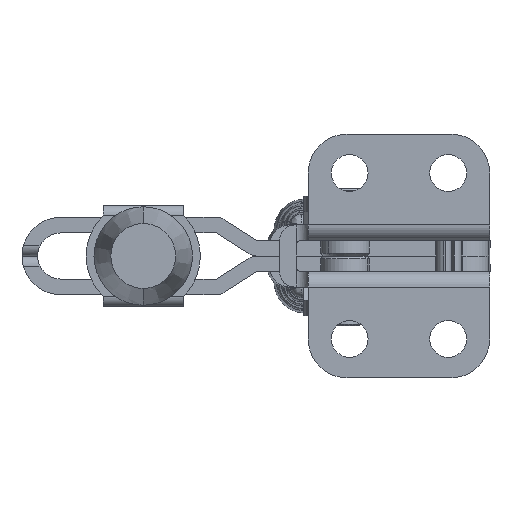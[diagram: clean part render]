
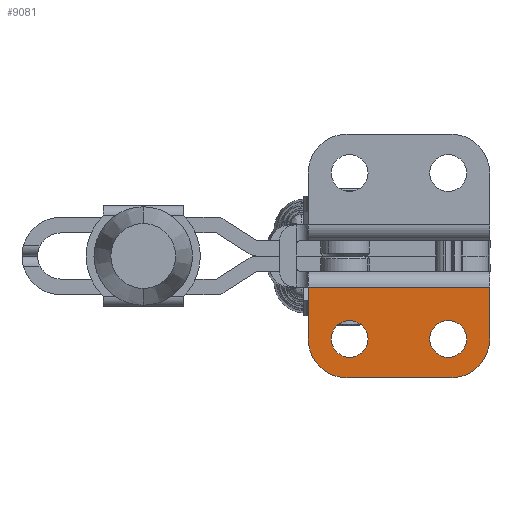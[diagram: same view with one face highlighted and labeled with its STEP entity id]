
A CAD part, front view. The second image highlights one B-rep face of the part: STEP entity #9081.
In plain terms, the highlighted face is planar.
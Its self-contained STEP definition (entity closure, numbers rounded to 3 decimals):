
#29 = VECTOR ( 'NONE', #19904, 1000. ) ;
#130 = DIRECTION ( 'NONE',  ( -1., 0., 0. ) ) ;
#636 = DIRECTION ( 'NONE',  ( -1., 0., 0. ) ) ;
#680 = AXIS2_PLACEMENT_3D ( 'NONE', #28448, #9820, #31561 ) ;
#851 = EDGE_CURVE ( 'NONE', #17695, #5301, #3390, .T. ) ;
#952 = LINE ( 'NONE', #12961, #29 ) ;
#1680 = DIRECTION ( 'NONE',  ( 1., 0., 0. ) ) ;
#1686 = DIRECTION ( 'NONE',  ( 0., 0., 1. ) ) ;
#1811 = CARTESIAN_POINT ( 'NONE',  ( -37.5, -3., 0. ) ) ;
#2011 = EDGE_CURVE ( 'NONE', #34863, #25274, #952, .T. ) ;
#2415 = CARTESIAN_POINT ( 'NONE',  ( -7.5, 23.5, 0. ) ) ;
#2594 = ORIENTED_EDGE ( 'NONE', *, *, #851, .F. ) ;
#2626 = VERTEX_POINT ( 'NONE', #16845 ) ;
#2987 = VERTEX_POINT ( 'NONE', #14970 ) ;
#3135 = PLANE ( 'NONE',  #12264 ) ;
#3390 = CIRCLE ( 'NONE', #37689, 3.55 ) ;
#3519 = FACE_BOUND ( 'NONE', #15668, .T. ) ;
#4389 = CARTESIAN_POINT ( 'NONE',  ( -35., 6., 0. ) ) ;
#4397 = DIRECTION ( 'NONE',  ( 0., 1., 0. ) ) ;
#5301 = VERTEX_POINT ( 'NONE', #7968 ) ;
#5902 = CARTESIAN_POINT ( 'NONE',  ( -8., 16., 0. ) ) ;
#6795 = EDGE_CURVE ( 'NONE', #2626, #8936, #32254, .T. ) ;
#7417 = VECTOR ( 'NONE', #4397, 1000. ) ;
#7621 = AXIS2_PLACEMENT_3D ( 'NONE', #37176, #18616, #130 ) ;
#7968 = CARTESIAN_POINT ( 'NONE',  ( -4.45, 16., 0. ) ) ;
#8021 = DIRECTION ( 'NONE',  ( -1., 0., 0. ) ) ;
#8854 = DIRECTION ( 'NONE',  ( 0., 0., -1. ) ) ;
#8936 = VERTEX_POINT ( 'NONE', #15058 ) ;
#9024 = DIRECTION ( 'NONE',  ( -1., 0., 0. ) ) ;
#9081 = ADVANCED_FACE ( 'NONE', ( #35500, #3519, #13685 ), #3135, .F. ) ;
#9789 = EDGE_CURVE ( 'NONE', #28798, #8936, #24476, .T. ) ;
#9820 = DIRECTION ( 'NONE',  ( 0., 0., -1. ) ) ;
#10322 = CARTESIAN_POINT ( 'NONE',  ( -35., 16., 0. ) ) ;
#11728 = DIRECTION ( 'NONE',  ( 1., 0., 0. ) ) ;
#11781 = ORIENTED_EDGE ( 'NONE', *, *, #15847, .F. ) ;
#12264 = AXIS2_PLACEMENT_3D ( 'NONE', #1811, #1686, #1680 ) ;
#12961 = CARTESIAN_POINT ( 'NONE',  ( -35., 6., 0. ) ) ;
#13545 = AXIS2_PLACEMENT_3D ( 'NONE', #37690, #19118, #636 ) ;
#13685 = FACE_BOUND ( 'NONE', #22191, .T. ) ;
#13827 = VECTOR ( 'NONE', #17855, 1000. ) ;
#14189 = CARTESIAN_POINT ( 'NONE',  ( -7.5, 23.5, 0. ) ) ;
#14660 = ORIENTED_EDGE ( 'NONE', *, *, #29619, .F. ) ;
#14715 = CARTESIAN_POINT ( 'NONE',  ( -37.5, 6., 0. ) ) ;
#14970 = CARTESIAN_POINT ( 'NONE',  ( -27.5, 23.5, 0. ) ) ;
#15058 = CARTESIAN_POINT ( 'NONE',  ( 0., 16., 0. ) ) ;
#15109 = VERTEX_POINT ( 'NONE', #37168 ) ;
#15630 = CIRCLE ( 'NONE', #16034, 3.55 ) ;
#15631 = ORIENTED_EDGE ( 'NONE', *, *, #9789, .T. ) ;
#15667 = CIRCLE ( 'NONE', #7621, 3.55 ) ;
#15668 = EDGE_LOOP ( 'NONE', ( #14660, #11781 ) ) ;
#15688 = LINE ( 'NONE', #2415, #22963 ) ;
#15777 = ORIENTED_EDGE ( 'NONE', *, *, #31530, .T. ) ;
#15847 = EDGE_CURVE ( 'NONE', #15109, #38061, #15667, .T. ) ;
#16034 = AXIS2_PLACEMENT_3D ( 'NONE', #5902, #27677, #9024 ) ;
#16733 = ORIENTED_EDGE ( 'NONE', *, *, #26679, .T. ) ;
#16845 = CARTESIAN_POINT ( 'NONE',  ( 0., 6., 0. ) ) ;
#16922 = EDGE_CURVE ( 'NONE', #5301, #17695, #15630, .T. ) ;
#17695 = VERTEX_POINT ( 'NONE', #22267 ) ;
#17855 = DIRECTION ( 'NONE',  ( -1., 0., 0. ) ) ;
#18616 = DIRECTION ( 'NONE',  ( 0., 0., -1. ) ) ;
#19118 = DIRECTION ( 'NONE',  ( 0., 0., -1. ) ) ;
#19146 = DIRECTION ( 'NONE',  ( 0., 0., -1. ) ) ;
#19904 = DIRECTION ( 'NONE',  ( 0., -1., 0. ) ) ;
#19998 = ORIENTED_EDGE ( 'NONE', *, *, #16922, .F. ) ;
#20960 = CARTESIAN_POINT ( 'NONE',  ( -30.55, 16., 0. ) ) ;
#21592 = CARTESIAN_POINT ( 'NONE',  ( -8., 16., 0. ) ) ;
#22191 = EDGE_LOOP ( 'NONE', ( #2594, #19998 ) ) ;
#22267 = CARTESIAN_POINT ( 'NONE',  ( -11.55, 16., 0. ) ) ;
#22963 = VECTOR ( 'NONE', #11728, 1000. ) ;
#24476 = CIRCLE ( 'NONE', #13545, 7.5 ) ;
#25274 = VERTEX_POINT ( 'NONE', #4389 ) ;
#26679 = EDGE_CURVE ( 'NONE', #34863, #2987, #34343, .T. ) ;
#27514 = CARTESIAN_POINT ( 'NONE',  ( -27., 16., 0. ) ) ;
#27677 = DIRECTION ( 'NONE',  ( 0., 0., -1. ) ) ;
#27976 = CIRCLE ( 'NONE', #28170, 3.55 ) ;
#28170 = AXIS2_PLACEMENT_3D ( 'NONE', #27514, #8854, #30625 ) ;
#28448 = CARTESIAN_POINT ( 'NONE',  ( -27.5, 16., 0. ) ) ;
#28748 = EDGE_LOOP ( 'NONE', ( #31346, #15777, #32309, #16733, #31195, #15631 ) ) ;
#28798 = VERTEX_POINT ( 'NONE', #14189 ) ;
#29619 = EDGE_CURVE ( 'NONE', #38061, #15109, #27976, .T. ) ;
#30625 = DIRECTION ( 'NONE',  ( -1., 0., 0. ) ) ;
#31195 = ORIENTED_EDGE ( 'NONE', *, *, #34453, .T. ) ;
#31346 = ORIENTED_EDGE ( 'NONE', *, *, #6795, .F. ) ;
#31530 = EDGE_CURVE ( 'NONE', #2626, #25274, #39580, .T. ) ;
#31561 = DIRECTION ( 'NONE',  ( -1., 0., 0. ) ) ;
#32254 = LINE ( 'NONE', #36797, #7417 ) ;
#32309 = ORIENTED_EDGE ( 'NONE', *, *, #2011, .F. ) ;
#34343 = CIRCLE ( 'NONE', #680, 7.5 ) ;
#34453 = EDGE_CURVE ( 'NONE', #2987, #28798, #15688, .T. ) ;
#34863 = VERTEX_POINT ( 'NONE', #10322 ) ;
#35500 = FACE_OUTER_BOUND ( 'NONE', #28748, .T. ) ;
#36797 = CARTESIAN_POINT ( 'NONE',  ( 0., 6., 0. ) ) ;
#37168 = CARTESIAN_POINT ( 'NONE',  ( -23.45, 16., 0. ) ) ;
#37176 = CARTESIAN_POINT ( 'NONE',  ( -27., 16., 0. ) ) ;
#37689 = AXIS2_PLACEMENT_3D ( 'NONE', #21592, #19146, #8021 ) ;
#37690 = CARTESIAN_POINT ( 'NONE',  ( -7.5, 16., 0. ) ) ;
#38061 = VERTEX_POINT ( 'NONE', #20960 ) ;
#39580 = LINE ( 'NONE', #14715, #13827 ) ;
